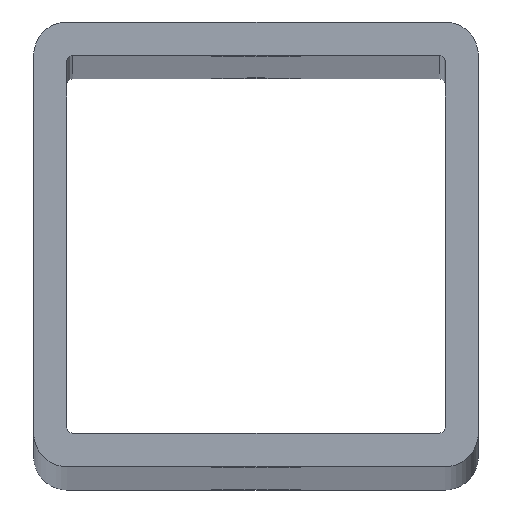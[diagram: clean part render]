
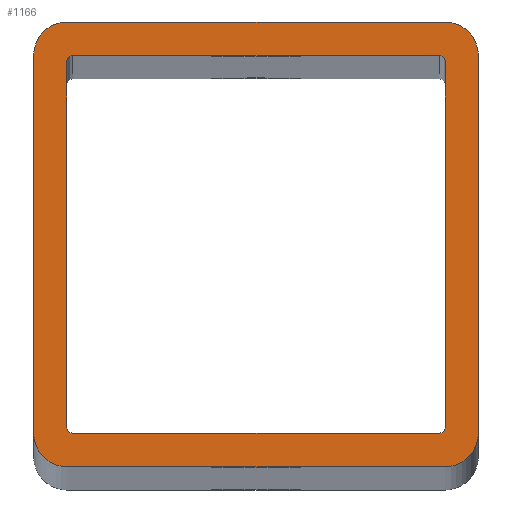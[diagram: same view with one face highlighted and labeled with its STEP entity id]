
A CAD part, top view. The second image highlights one B-rep face of the part: STEP entity #1166.
In plain terms, the highlighted planar face has unit normal (0, 0, 1).
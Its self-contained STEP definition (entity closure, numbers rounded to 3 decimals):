
#1 = DIRECTION ( 'NONE',  ( 1., 0., 0. ) ) ;
#2 = CARTESIAN_POINT ( 'NONE',  ( -16.5, -16.5, 1200. ) ) ;
#10 = EDGE_CURVE ( 'NONE', #562, #652, #1205, .T. ) ;
#15 = CARTESIAN_POINT ( 'NONE',  ( -17., 20., 1200. ) ) ;
#32 = AXIS2_PLACEMENT_3D ( 'NONE', #138, #36, #978 ) ;
#36 = DIRECTION ( 'NONE',  ( 0., 0., 1. ) ) ;
#56 = VERTEX_POINT ( 'NONE', #134 ) ;
#63 = DIRECTION ( 'NONE',  ( 1., 0., 0. ) ) ;
#66 = LINE ( 'NONE', #1013, #645 ) ;
#73 = VERTEX_POINT ( 'NONE', #501 ) ;
#85 = ORIENTED_EDGE ( 'NONE', *, *, #1198, .T. ) ;
#87 = VERTEX_POINT ( 'NONE', #230 ) ;
#93 = CIRCLE ( 'NONE', #960, 0.5 ) ;
#115 = VERTEX_POINT ( 'NONE', #773 ) ;
#133 = DIRECTION ( 'NONE',  ( 1., 0., 0. ) ) ;
#134 = CARTESIAN_POINT ( 'NONE',  ( 20., 17., 1200. ) ) ;
#138 = CARTESIAN_POINT ( 'NONE',  ( -17., 17., 1200. ) ) ;
#141 = ORIENTED_EDGE ( 'NONE', *, *, #1063, .F. ) ;
#143 = EDGE_CURVE ( 'NONE', #332, #701, #262, .T. ) ;
#147 = CARTESIAN_POINT ( 'NONE',  ( -17., -17., 1200. ) ) ;
#148 = DIRECTION ( 'NONE',  ( -1., 0., 0. ) ) ;
#166 = CARTESIAN_POINT ( 'NONE',  ( -20., -20., 1200. ) ) ;
#167 = EDGE_CURVE ( 'NONE', #963, #292, #403, .T. ) ;
#193 = ORIENTED_EDGE ( 'NONE', *, *, #593, .T. ) ;
#197 = DIRECTION ( 'NONE',  ( 1., 0., 0. ) ) ;
#202 = EDGE_CURVE ( 'NONE', #752, #674, #318, .T. ) ;
#222 = CARTESIAN_POINT ( 'NONE',  ( 16.5, 16.5, 1200. ) ) ;
#230 = CARTESIAN_POINT ( 'NONE',  ( -16.5, 17., 1200. ) ) ;
#234 = VECTOR ( 'NONE', #623, 1000. ) ;
#251 = CARTESIAN_POINT ( 'NONE',  ( 0., 0., 1200. ) ) ;
#252 = ORIENTED_EDGE ( 'NONE', *, *, #867, .T. ) ;
#259 = CIRCLE ( 'NONE', #1043, 0.5 ) ;
#262 = LINE ( 'NONE', #1184, #234 ) ;
#292 = VERTEX_POINT ( 'NONE', #920 ) ;
#294 = ORIENTED_EDGE ( 'NONE', *, *, #804, .T. ) ;
#296 = CARTESIAN_POINT ( 'NONE',  ( 17., -16.5, 1200. ) ) ;
#315 = CARTESIAN_POINT ( 'NONE',  ( -20., 20., 1200. ) ) ;
#316 = LINE ( 'NONE', #984, #584 ) ;
#318 = CIRCLE ( 'NONE', #982, 3. ) ;
#329 = CARTESIAN_POINT ( 'NONE',  ( 16.5, -16.5, 1200. ) ) ;
#330 = ORIENTED_EDGE ( 'NONE', *, *, #939, .T. ) ;
#332 = VERTEX_POINT ( 'NONE', #1113 ) ;
#334 = DIRECTION ( 'NONE',  ( 0., 0., 1. ) ) ;
#335 = ORIENTED_EDGE ( 'NONE', *, *, #143, .F. ) ;
#341 = DIRECTION ( 'NONE',  ( 0., 0., -1. ) ) ;
#343 = DIRECTION ( 'NONE',  ( 0., 0., -1. ) ) ;
#348 = EDGE_CURVE ( 'NONE', #963, #798, #66, .T. ) ;
#350 = ORIENTED_EDGE ( 'NONE', *, *, #1042, .T. ) ;
#355 = DIRECTION ( 'NONE',  ( 0., -1., 0. ) ) ;
#358 = DIRECTION ( 'NONE',  ( 0., 1., 0. ) ) ;
#370 = DIRECTION ( 'NONE',  ( 1., 0., 0. ) ) ;
#383 = CARTESIAN_POINT ( 'NONE',  ( 17., -20., 1200. ) ) ;
#384 = LINE ( 'NONE', #1101, #895 ) ;
#386 = CIRCLE ( 'NONE', #576, 0.5 ) ;
#403 = CIRCLE ( 'NONE', #835, 0.5 ) ;
#405 = VERTEX_POINT ( 'NONE', #723 ) ;
#409 = DIRECTION ( 'NONE',  ( 1., 0., 0. ) ) ;
#427 = CARTESIAN_POINT ( 'NONE',  ( -20., 17., 1200. ) ) ;
#432 = CARTESIAN_POINT ( 'NONE',  ( -17., -20., 1200. ) ) ;
#451 = EDGE_CURVE ( 'NONE', #452, #706, #601, .T. ) ;
#452 = VERTEX_POINT ( 'NONE', #383 ) ;
#464 = CARTESIAN_POINT ( 'NONE',  ( 17., -17., 1200. ) ) ;
#466 = AXIS2_PLACEMENT_3D ( 'NONE', #464, #568, #1 ) ;
#474 = VECTOR ( 'NONE', #671, 1000. ) ;
#484 = DIRECTION ( 'NONE',  ( 0., 1., 0. ) ) ;
#501 = CARTESIAN_POINT ( 'NONE',  ( 16.5, 17., 1200. ) ) ;
#538 = ORIENTED_EDGE ( 'NONE', *, *, #1087, .T. ) ;
#542 = CARTESIAN_POINT ( 'NONE',  ( 20., -17., 1200. ) ) ;
#558 = LINE ( 'NONE', #770, #474 ) ;
#562 = VERTEX_POINT ( 'NONE', #15 ) ;
#568 = DIRECTION ( 'NONE',  ( 0., 0., 1. ) ) ;
#569 = DIRECTION ( 'NONE',  ( 0., 0., -1. ) ) ;
#576 = AXIS2_PLACEMENT_3D ( 'NONE', #1143, #343, #133 ) ;
#577 = DIRECTION ( 'NONE',  ( 0., 0., -1. ) ) ;
#580 = CARTESIAN_POINT ( 'NONE',  ( 20., 20., 1200. ) ) ;
#584 = VECTOR ( 'NONE', #643, 1000. ) ;
#593 = EDGE_CURVE ( 'NONE', #115, #562, #759, .T. ) ;
#601 = CIRCLE ( 'NONE', #466, 3. ) ;
#612 = VECTOR ( 'NONE', #484, 1000. ) ;
#623 = DIRECTION ( 'NONE',  ( 0., -1., 0. ) ) ;
#626 = LINE ( 'NONE', #580, #612 ) ;
#633 = CARTESIAN_POINT ( 'NONE',  ( -20., -17., 1200. ) ) ;
#642 = AXIS2_PLACEMENT_3D ( 'NONE', #251, #911, #63 ) ;
#643 = DIRECTION ( 'NONE',  ( 1., 0., 0. ) ) ;
#645 = VECTOR ( 'NONE', #358, 1000. ) ;
#652 = VERTEX_POINT ( 'NONE', #427 ) ;
#658 = CARTESIAN_POINT ( 'NONE',  ( 17., 17., 1200. ) ) ;
#659 = FACE_BOUND ( 'NONE', #1053, .T. ) ;
#671 = DIRECTION ( 'NONE',  ( -1., 0., 0. ) ) ;
#674 = VERTEX_POINT ( 'NONE', #432 ) ;
#689 = ORIENTED_EDGE ( 'NONE', *, *, #348, .F. ) ;
#701 = VERTEX_POINT ( 'NONE', #702 ) ;
#702 = CARTESIAN_POINT ( 'NONE',  ( -17., -16.5, 1200. ) ) ;
#703 = ORIENTED_EDGE ( 'NONE', *, *, #451, .T. ) ;
#706 = VERTEX_POINT ( 'NONE', #542 ) ;
#723 = CARTESIAN_POINT ( 'NONE',  ( -16.5, -17., 1200. ) ) ;
#752 = VERTEX_POINT ( 'NONE', #633 ) ;
#759 = LINE ( 'NONE', #315, #1106 ) ;
#762 = EDGE_CURVE ( 'NONE', #405, #292, #316, .T. ) ;
#770 = CARTESIAN_POINT ( 'NONE',  ( -20., 17., 1200. ) ) ;
#773 = CARTESIAN_POINT ( 'NONE',  ( 17., 20., 1200. ) ) ;
#774 = CIRCLE ( 'NONE', #940, 3. ) ;
#798 = VERTEX_POINT ( 'NONE', #930 ) ;
#800 = PLANE ( 'NONE',  #642 ) ;
#804 = EDGE_CURVE ( 'NONE', #674, #452, #1092, .T. ) ;
#835 = AXIS2_PLACEMENT_3D ( 'NONE', #329, #341, #994 ) ;
#841 = ORIENTED_EDGE ( 'NONE', *, *, #1139, .T. ) ;
#867 = EDGE_CURVE ( 'NONE', #56, #115, #774, .T. ) ;
#879 = FACE_OUTER_BOUND ( 'NONE', #888, .T. ) ;
#888 = EDGE_LOOP ( 'NONE', ( #294, #703, #841, #252, #193, #1029, #85, #1108 ) ) ;
#895 = VECTOR ( 'NONE', #355, 1000. ) ;
#911 = DIRECTION ( 'NONE',  ( 0., 0., 1. ) ) ;
#920 = CARTESIAN_POINT ( 'NONE',  ( 16.5, -17., 1200. ) ) ;
#930 = CARTESIAN_POINT ( 'NONE',  ( 17., 16.5, 1200. ) ) ;
#939 = EDGE_CURVE ( 'NONE', #405, #701, #93, .T. ) ;
#940 = AXIS2_PLACEMENT_3D ( 'NONE', #658, #1117, #1034 ) ;
#952 = ORIENTED_EDGE ( 'NONE', *, *, #762, .F. ) ;
#960 = AXIS2_PLACEMENT_3D ( 'NONE', #2, #569, #197 ) ;
#963 = VERTEX_POINT ( 'NONE', #296 ) ;
#974 = ORIENTED_EDGE ( 'NONE', *, *, #167, .T. ) ;
#978 = DIRECTION ( 'NONE',  ( 1., 0., 0. ) ) ;
#982 = AXIS2_PLACEMENT_3D ( 'NONE', #147, #334, #998 ) ;
#984 = CARTESIAN_POINT ( 'NONE',  ( -20., -17., 1200. ) ) ;
#994 = DIRECTION ( 'NONE',  ( 1., 0., 0. ) ) ;
#998 = DIRECTION ( 'NONE',  ( 1., 0., 0. ) ) ;
#1013 = CARTESIAN_POINT ( 'NONE',  ( 17., 20., 1200. ) ) ;
#1029 = ORIENTED_EDGE ( 'NONE', *, *, #10, .T. ) ;
#1034 = DIRECTION ( 'NONE',  ( 1., 0., 0. ) ) ;
#1042 = EDGE_CURVE ( 'NONE', #73, #798, #259, .T. ) ;
#1043 = AXIS2_PLACEMENT_3D ( 'NONE', #222, #577, #409 ) ;
#1053 = EDGE_LOOP ( 'NONE', ( #141, #350, #689, #974, #952, #330, #335, #538 ) ) ;
#1063 = EDGE_CURVE ( 'NONE', #73, #87, #558, .T. ) ;
#1087 = EDGE_CURVE ( 'NONE', #332, #87, #386, .T. ) ;
#1092 = LINE ( 'NONE', #166, #1133 ) ;
#1101 = CARTESIAN_POINT ( 'NONE',  ( -20., 20., 1200. ) ) ;
#1106 = VECTOR ( 'NONE', #148, 1000. ) ;
#1108 = ORIENTED_EDGE ( 'NONE', *, *, #202, .T. ) ;
#1113 = CARTESIAN_POINT ( 'NONE',  ( -17., 16.5, 1200. ) ) ;
#1117 = DIRECTION ( 'NONE',  ( 0., 0., 1. ) ) ;
#1133 = VECTOR ( 'NONE', #370, 1000. ) ;
#1139 = EDGE_CURVE ( 'NONE', #706, #56, #626, .T. ) ;
#1143 = CARTESIAN_POINT ( 'NONE',  ( -16.5, 16.5, 1200. ) ) ;
#1166 = ADVANCED_FACE ( 'NONE', ( #879, #659 ), #800, .T. ) ;
#1184 = CARTESIAN_POINT ( 'NONE',  ( -17., 20., 1200. ) ) ;
#1198 = EDGE_CURVE ( 'NONE', #652, #752, #384, .T. ) ;
#1205 = CIRCLE ( 'NONE', #32, 3. ) ;
